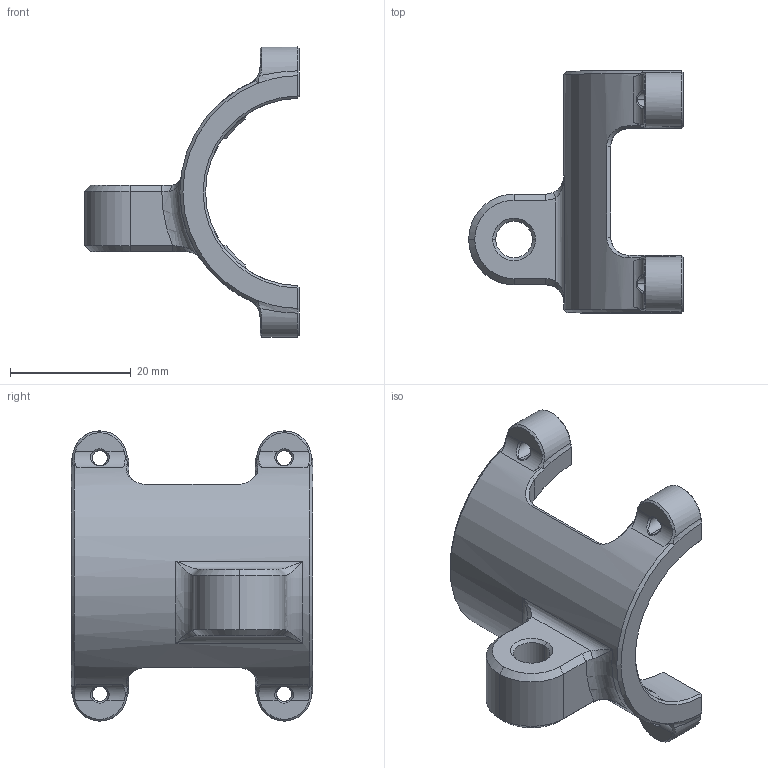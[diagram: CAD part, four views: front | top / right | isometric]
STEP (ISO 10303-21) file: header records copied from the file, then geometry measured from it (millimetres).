
FILE_DESCRIPTION (( 'STEP AP214' ), '1' );
FILE_NAME ('1225-11054-01 - Rev01.STEP', '2019-07-15T14:11:27', ( '' ), ( '' ), 'SwSTEP 2.0', 'SolidWorks 2018', '' );
FILE_SCHEMA (( 'AUTOMOTIVE_DESIGN' ));
Length unit declared in the file: millimetre
Products named in the file (1): 1225-11054-01 - Rev01
Bounding box: 35.5 x 40 x 48 mm (x, y, z)
Volume: 10007.3 mm3; surface area: 5636.6 mm2
Topology: 1 solids, 1 shells, 191 faces, 495 edges, 303 vertices
Faces by surface type: bspline 52, cone 45, cylinder 44, plane 40, torus 10
Entity records: 13809 total; most frequent: CARTESIAN_POINT 9609, ORIENTED_EDGE 982, DIRECTION 646, EDGE_CURVE 491, VERTEX_POINT 303, AXIS2_PLACEMENT_3D 263, B_SPLINE_CURVE_WITH_KNOTS 248, EDGE_LOOP 202
